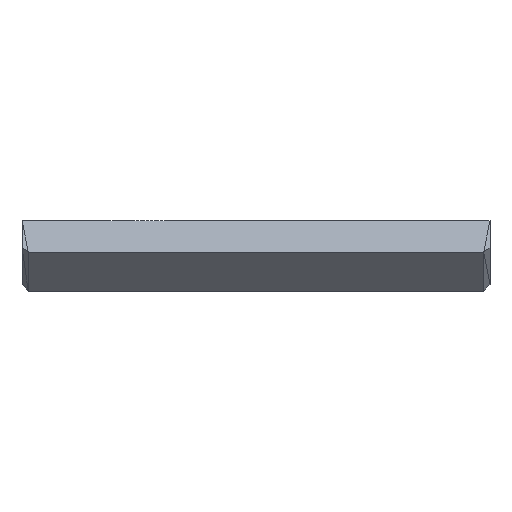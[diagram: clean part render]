
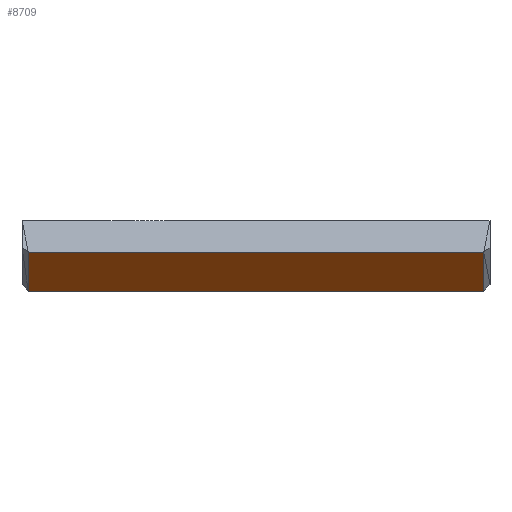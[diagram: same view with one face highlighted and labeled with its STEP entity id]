
A CAD part, left-side view. The second image highlights one B-rep face of the part: STEP entity #8709.
In plain terms, the highlighted planar face has unit normal (0.707, 0, 0.707).
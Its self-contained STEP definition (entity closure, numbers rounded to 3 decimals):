
#24 = VERTEX_POINT('',#25);
#25 = CARTESIAN_POINT('',(134.,216.524,2.5));
#54 = EDGE_CURVE('',#24,#55,#57,.T.);
#55 = VERTEX_POINT('',#56);
#56 = CARTESIAN_POINT('',(136.5,216.524,0.));
#57 = LINE('',#58,#59);
#58 = CARTESIAN_POINT('',(134.,216.524,2.5));
#59 = VECTOR('',#60,1.);
#60 = DIRECTION('',(0.707,0.,-0.707));
#815 = EDGE_CURVE('',#55,#816,#818,.T.);
#816 = VERTEX_POINT('',#817);
#817 = CARTESIAN_POINT('',(136.5,187.324,0.));
#818 = LINE('',#819,#820);
#819 = CARTESIAN_POINT('',(136.5,216.524,0.));
#820 = VECTOR('',#821,1.);
#821 = DIRECTION('',(0.,-1.,0.));
#8488 = VERTEX_POINT('',#8489);
#8489 = CARTESIAN_POINT('',(134.,187.324,2.5));
#8495 = EDGE_CURVE('',#8488,#24,#8496,.T.);
#8496 = LINE('',#8497,#8498);
#8497 = CARTESIAN_POINT('',(134.,187.324,2.5));
#8498 = VECTOR('',#8499,1.);
#8499 = DIRECTION('',(0.,1.,0.));
#8556 = EDGE_CURVE('',#8488,#816,#8557,.T.);
#8557 = LINE('',#8558,#8559);
#8558 = CARTESIAN_POINT('',(134.,187.324,2.5));
#8559 = VECTOR('',#8560,1.);
#8560 = DIRECTION('',(0.707,0.,-0.707));
#8709 = ADVANCED_FACE('',(#8710),#8716,.T.);
#8710 = FACE_BOUND('',#8711,.T.);
#8711 = EDGE_LOOP('',(#8712,#8713,#8714,#8715));
#8712 = ORIENTED_EDGE('',*,*,#54,.F.);
#8713 = ORIENTED_EDGE('',*,*,#8495,.F.);
#8714 = ORIENTED_EDGE('',*,*,#8556,.T.);
#8715 = ORIENTED_EDGE('',*,*,#815,.F.);
#8716 = PLANE('',#8717);
#8717 = AXIS2_PLACEMENT_3D('',#8718,#8719,#8720);
#8718 = CARTESIAN_POINT('',(135.25,201.924,1.25));
#8719 = DIRECTION('',(0.707,0.,0.707));
#8720 = DIRECTION('',(-0.707,0.,0.707));
